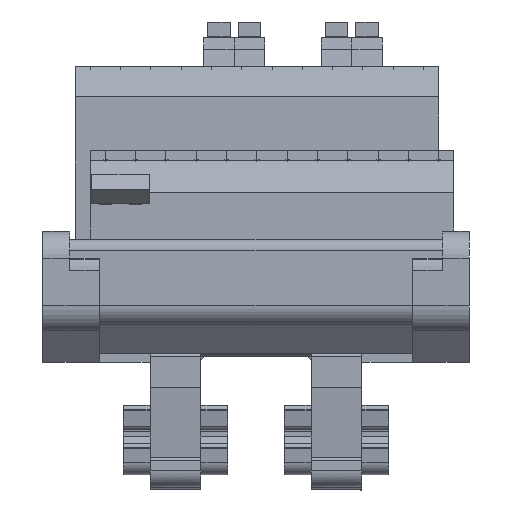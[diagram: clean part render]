
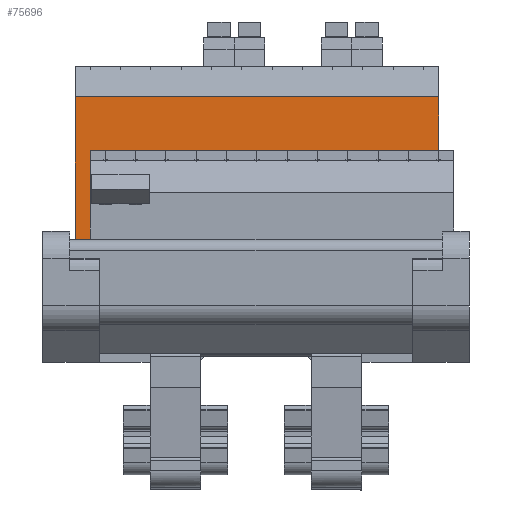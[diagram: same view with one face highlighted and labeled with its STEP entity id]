
A CAD part, front view. The second image highlights one B-rep face of the part: STEP entity #75696.
In plain terms, the highlighted planar face has unit normal (0, -1, 0).
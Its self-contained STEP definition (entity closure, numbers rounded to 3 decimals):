
#75674=AXIS2_PLACEMENT_3D('Plane Axis2P3D',#75671,#75672,#75673) ;
#2430=CARTESIAN_POINT('Vertex',(66.38,21.599,65.912)) ;
#2433=CARTESIAN_POINT('Line Origine',(66.38,21.599,59.307)) ;
#2437=CARTESIAN_POINT('Vertex',(66.38,21.599,52.702)) ;
#5060=CARTESIAN_POINT('Line Origine',(37.17,21.599,52.702)) ;
#5064=CARTESIAN_POINT('Vertex',(7.96,21.599,52.702)) ;
#74068=CARTESIAN_POINT('Vertex',(5.42,21.599,65.912)) ;
#74071=CARTESIAN_POINT('Line Origine',(35.9,21.599,65.912)) ;
#75630=CARTESIAN_POINT('Line Origine',(7.96,21.599,46.277)) ;
#75634=CARTESIAN_POINT('Vertex',(7.96,21.599,39.852)) ;
#75671=CARTESIAN_POINT('Axis2P3D Location',(56.22,21.599,52.702)) ;
#75676=CARTESIAN_POINT('Line Origine',(5.42,21.599,52.882)) ;
#75680=CARTESIAN_POINT('Vertex',(5.42,21.599,39.852)) ;
#75683=CARTESIAN_POINT('Line Origine',(6.69,21.599,39.852)) ;
#2434=DIRECTION('Vector Direction',(0.,0.,-1.)) ;
#5061=DIRECTION('Vector Direction',(-1.,0.,0.)) ;
#74072=DIRECTION('Vector Direction',(1.,0.,0.)) ;
#75631=DIRECTION('Vector Direction',(0.,0.,-1.)) ;
#75672=DIRECTION('Axis2P3D Direction',(0.,1.,0.)) ;
#75673=DIRECTION('Axis2P3D XDirection',(0.,0.,1.)) ;
#75677=DIRECTION('Vector Direction',(0.,0.,1.)) ;
#75684=DIRECTION('Vector Direction',(-1.,0.,0.)) ;
#2435=VECTOR('Line Direction',#2434,1.) ;
#5062=VECTOR('Line Direction',#5061,1.) ;
#74073=VECTOR('Line Direction',#74072,1.) ;
#75632=VECTOR('Line Direction',#75631,1.) ;
#75678=VECTOR('Line Direction',#75677,1.) ;
#75685=VECTOR('Line Direction',#75684,1.) ;
#75689=ORIENTED_EDGE('',*,*,#2439,.F.) ;
#75690=ORIENTED_EDGE('',*,*,#74075,.F.) ;
#75691=ORIENTED_EDGE('',*,*,#75682,.F.) ;
#75692=ORIENTED_EDGE('',*,*,#75687,.F.) ;
#75693=ORIENTED_EDGE('',*,*,#75636,.F.) ;
#75694=ORIENTED_EDGE('',*,*,#5066,.F.) ;
#75696=ADVANCED_FACE('NONE',(#75695),#75675,.F.) ;
#2439=EDGE_CURVE('',#2431,#2438,#2436,.T.) ;
#5066=EDGE_CURVE('',#2438,#5065,#5063,.T.) ;
#74075=EDGE_CURVE('',#74069,#2431,#74074,.T.) ;
#75636=EDGE_CURVE('',#5065,#75635,#75633,.T.) ;
#75682=EDGE_CURVE('',#75681,#74069,#75679,.T.) ;
#75687=EDGE_CURVE('',#75635,#75681,#75686,.T.) ;
#75688=EDGE_LOOP('',(#75689,#75690,#75691,#75692,#75693,#75694)) ;
#75695=FACE_OUTER_BOUND('',#75688,.T.) ;
#2436=LINE('Line',#2433,#2435) ;
#5063=LINE('Line',#5060,#5062) ;
#74074=LINE('Line',#74071,#74073) ;
#75633=LINE('Line',#75630,#75632) ;
#75679=LINE('Line',#75676,#75678) ;
#75686=LINE('Line',#75683,#75685) ;
#75675=PLANE('',#75674) ;
#2431=VERTEX_POINT('',#2430) ;
#2438=VERTEX_POINT('',#2437) ;
#5065=VERTEX_POINT('',#5064) ;
#74069=VERTEX_POINT('',#74068) ;
#75635=VERTEX_POINT('',#75634) ;
#75681=VERTEX_POINT('',#75680) ;
